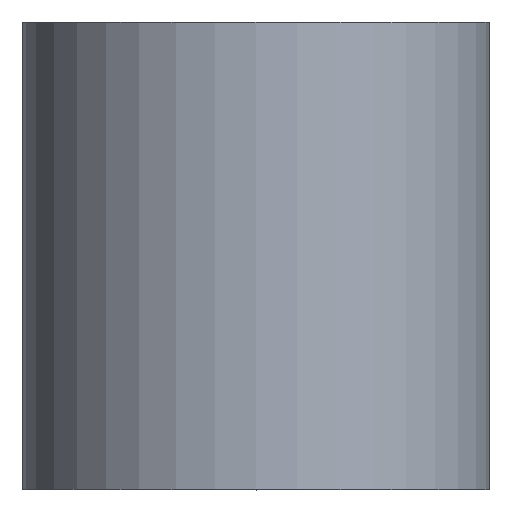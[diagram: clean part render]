
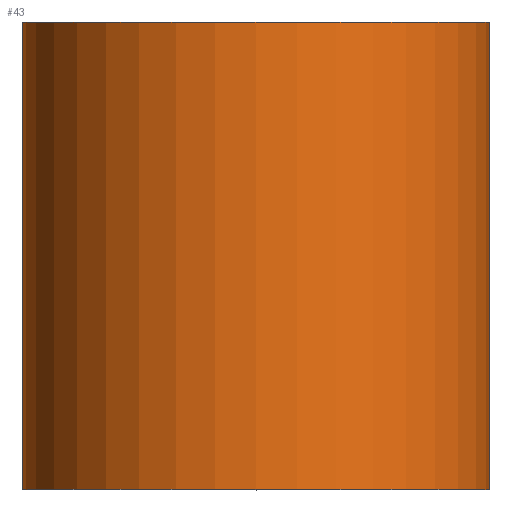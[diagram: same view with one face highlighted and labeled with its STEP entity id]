
A CAD part, top view. The second image highlights one B-rep face of the part: STEP entity #43.
In plain terms, the highlighted cylindrical face has radius 12.5 mm (diameter 25 mm), a full revolution.
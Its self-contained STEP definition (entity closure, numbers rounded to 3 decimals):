
#43 = ADVANCED_FACE( '', ( #87, #88 ), #89, .T. );
#87 = FACE_OUTER_BOUND( '', #128, .T. );
#88 = FACE_OUTER_BOUND( '', #129, .T. );
#89 = CYLINDRICAL_SURFACE( '', #130, 12.5 );
#128 = EDGE_LOOP( '', ( #173 ) );
#129 = EDGE_LOOP( '', ( #174 ) );
#130 = AXIS2_PLACEMENT_3D( '', #175, #176, #177 );
#173 = ORIENTED_EDGE( '', *, *, #197, .F. );
#174 = ORIENTED_EDGE( '', *, *, #199, .T. );
#175 = CARTESIAN_POINT( '', ( 0., 0., 0. ) );
#176 = DIRECTION( '', ( 0., 1., 0. ) );
#177 = DIRECTION( '', ( 0., 0., -1. ) );
#197 = EDGE_CURVE( '', #215, #215, #216, .T. );
#199 = EDGE_CURVE( '', #218, #218, #219, .T. );
#215 = VERTEX_POINT( '', #240 );
#216 = CIRCLE( '', #241, 12.5 );
#218 = VERTEX_POINT( '', #243 );
#219 = CIRCLE( '', #244, 12.5 );
#240 = CARTESIAN_POINT( '', ( 0., -12.5, -12.5 ) );
#241 = AXIS2_PLACEMENT_3D( '', #265, #266, #267 );
#243 = CARTESIAN_POINT( '', ( 0., 12.5, -12.5 ) );
#244 = AXIS2_PLACEMENT_3D( '', #268, #269, #270 );
#265 = CARTESIAN_POINT( '', ( 0., -12.5, 0. ) );
#266 = DIRECTION( '', ( 0., -1., 0. ) );
#267 = DIRECTION( '', ( 0., 0., -1. ) );
#268 = CARTESIAN_POINT( '', ( 0., 12.5, 0. ) );
#269 = DIRECTION( '', ( 0., -1., 0. ) );
#270 = DIRECTION( '', ( 0., 0., -1. ) );
